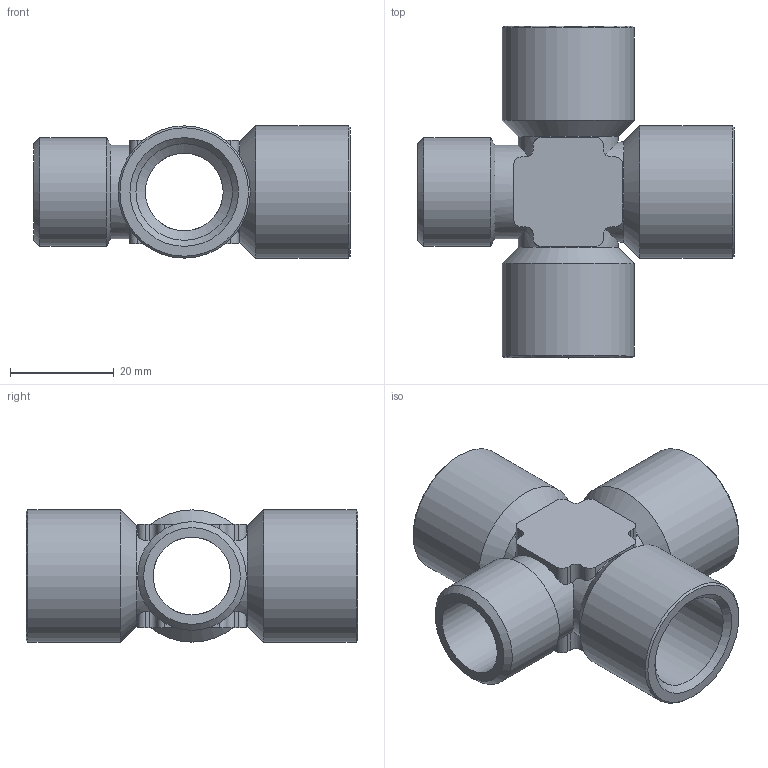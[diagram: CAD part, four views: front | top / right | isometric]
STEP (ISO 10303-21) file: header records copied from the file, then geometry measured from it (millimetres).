
FILE_DESCRIPTION(/* description */ ('STEP AP214'),/* implementation_level */ '2;1');
FILE_NAME(/* name */ '8030266_NPFC-X-R12-3G12-MFFF',/* time_stamp */ '2024-09-13T00:36:09+02:00',/* author */ ('License CC BY-ND 4.0'),/* organization */ ('CADENAS'),/* preprocessor_version */ 'ST-DEVELOPER v19.3',/* originating_system */ 'PARTsolutions',/* authorisation */ ' ');
FILE_SCHEMA (('AUTOMOTIVE_DESIGN {1 0 10303 214 3 1 1}'));
Length unit declared in the file: millimetre
Products named in the file (1): 8030266 NPFC-X-R12-3G12-MFFF
Bounding box: 61 x 64 x 25.5 mm (x, y, z)
Volume: 20932.2 mm3; surface area: 14269.4 mm2
Topology: 1 solids, 1 shells, 83 faces, 226 edges, 143 vertices
Faces by surface type: cylinder 39, plane 30, cone 14
Full cylindrical faces by diameter (mm): 15 x4, 18 x1, 18.631 x3, 19.3 x3, 20.955 x1, 25.5 x3
Entity records: 2492 total; most frequent: CARTESIAN_POINT 540, DIRECTION 390, ORIENTED_EDGE 378, EDGE_CURVE 189, AXIS2_PLACEMENT_3D 151, VERTEX_POINT 135, EDGE_LOOP 116, FACE_BOUND 116
